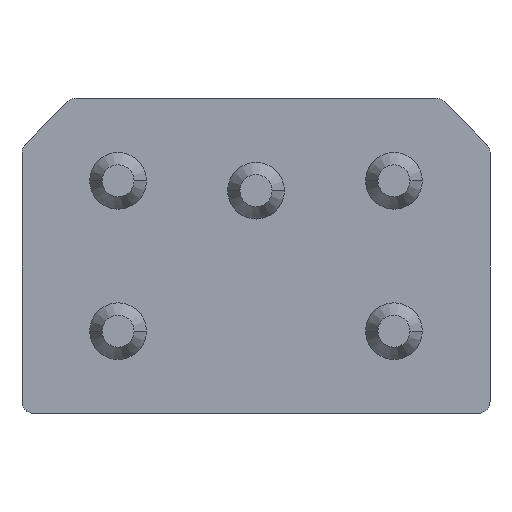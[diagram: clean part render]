
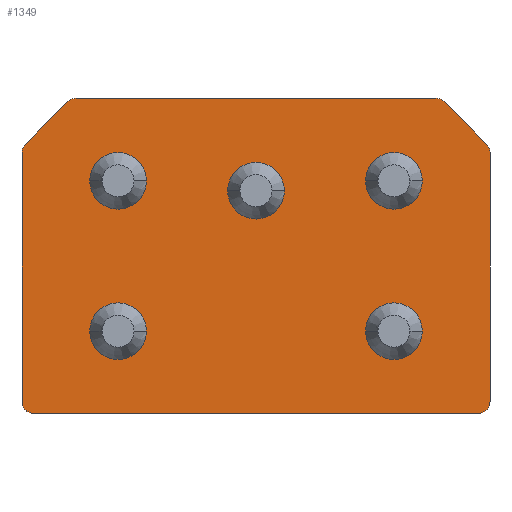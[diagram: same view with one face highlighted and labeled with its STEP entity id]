
A CAD part, front view. The second image highlights one B-rep face of the part: STEP entity #1349.
In plain terms, the highlighted planar face has unit normal (0, -1, 0).
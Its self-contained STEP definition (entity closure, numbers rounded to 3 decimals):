
#5=DIRECTION('',(1.,0.,0.));
#6=VECTOR('',#5,18.);
#7=CARTESIAN_POINT('',(-9.,-12.45,0.));
#8=LINE('',#7,#6);
#41=CARTESIAN_POINT('',(-5.6,-12.45,3.35));
#42=DIRECTION('',(0.,-1.,0.));
#43=DIRECTION('',(1.,0.,0.));
#44=AXIS2_PLACEMENT_3D('',#41,#42,#43);
#46=CARTESIAN_POINT('',(-5.6,-12.45,3.35));
#47=DIRECTION('',(0.,-1.,0.));
#48=DIRECTION('',(-1.,0.,0.));
#49=AXIS2_PLACEMENT_3D('',#46,#47,#48);
#51=CARTESIAN_POINT('',(5.6,-12.45,3.35));
#52=DIRECTION('',(0.,-1.,0.));
#53=DIRECTION('',(1.,0.,0.));
#54=AXIS2_PLACEMENT_3D('',#51,#52,#53);
#56=CARTESIAN_POINT('',(5.6,-12.45,3.35));
#57=DIRECTION('',(0.,-1.,0.));
#58=DIRECTION('',(-1.,0.,0.));
#59=AXIS2_PLACEMENT_3D('',#56,#57,#58);
#61=CARTESIAN_POINT('',(-5.6,-12.45,9.45));
#62=DIRECTION('',(0.,-1.,0.));
#63=DIRECTION('',(1.,0.,0.));
#64=AXIS2_PLACEMENT_3D('',#61,#62,#63);
#66=CARTESIAN_POINT('',(-5.6,-12.45,9.45));
#67=DIRECTION('',(0.,-1.,0.));
#68=DIRECTION('',(-1.,0.,0.));
#69=AXIS2_PLACEMENT_3D('',#66,#67,#68);
#71=CARTESIAN_POINT('',(5.6,-12.45,9.45));
#72=DIRECTION('',(0.,-1.,0.));
#73=DIRECTION('',(1.,0.,0.));
#74=AXIS2_PLACEMENT_3D('',#71,#72,#73);
#76=CARTESIAN_POINT('',(5.6,-12.45,9.45));
#77=DIRECTION('',(0.,-1.,0.));
#78=DIRECTION('',(-1.,0.,0.));
#79=AXIS2_PLACEMENT_3D('',#76,#77,#78);
#81=CARTESIAN_POINT('',(0.,-12.45,9.05));
#82=DIRECTION('',(0.,-1.,0.));
#83=DIRECTION('',(1.,0.,0.));
#84=AXIS2_PLACEMENT_3D('',#81,#82,#83);
#86=CARTESIAN_POINT('',(0.,-12.45,9.05));
#87=DIRECTION('',(0.,-1.,0.));
#88=DIRECTION('',(-1.,0.,0.));
#89=AXIS2_PLACEMENT_3D('',#86,#87,#88);
#91=CARTESIAN_POINT('',(-9.,-12.45,0.5));
#92=DIRECTION('',(0.,-1.,0.));
#93=DIRECTION('',(-1.,0.,0.));
#94=AXIS2_PLACEMENT_3D('',#91,#92,#93);
#96=DIRECTION('',(0.,0.,1.));
#97=VECTOR('',#96,10.093);
#98=CARTESIAN_POINT('',(-9.5,-12.45,0.5));
#99=LINE('',#98,#97);
#100=CARTESIAN_POINT('',(-9.,-12.45,10.593));
#101=DIRECTION('',(0.,-1.,0.));
#102=DIRECTION('',(-0.707,0.,0.707));
#103=AXIS2_PLACEMENT_3D('',#100,#101,#102);
#105=DIRECTION('',(-0.707,0.,-0.707));
#106=VECTOR('',#105,2.414);
#107=CARTESIAN_POINT('',(-7.646,-12.45,12.654));
#108=LINE('',#107,#106);
#109=CARTESIAN_POINT('',(-7.293,-12.45,12.3));
#110=DIRECTION('',(0.,-1.,0.));
#111=DIRECTION('',(0.,0.,1.));
#112=AXIS2_PLACEMENT_3D('',#109,#110,#111);
#114=CARTESIAN_POINT('',(7.293,-12.45,12.3));
#115=DIRECTION('',(0.,-1.,0.));
#116=DIRECTION('',(0.707,0.,0.707));
#117=AXIS2_PLACEMENT_3D('',#114,#115,#116);
#119=DIRECTION('',(-0.707,0.,0.707));
#120=VECTOR('',#119,2.414);
#121=CARTESIAN_POINT('',(9.354,-12.45,10.946));
#122=LINE('',#121,#120);
#123=CARTESIAN_POINT('',(9.,-12.45,10.593));
#124=DIRECTION('',(0.,-1.,0.));
#125=DIRECTION('',(1.,0.,0.));
#126=AXIS2_PLACEMENT_3D('',#123,#124,#125);
#128=CARTESIAN_POINT('',(9.,-12.45,0.5));
#129=DIRECTION('',(0.,-1.,0.));
#130=DIRECTION('',(0.,0.,-1.));
#131=AXIS2_PLACEMENT_3D('',#128,#129,#130);
#588=DIRECTION('',(1.,0.,0.));
#589=VECTOR('',#588,14.586);
#590=CARTESIAN_POINT('',(-7.293,-12.45,12.8));
#591=LINE('',#590,#589);
#991=DIRECTION('',(0.,0.,1.));
#992=VECTOR('',#991,10.093);
#993=CARTESIAN_POINT('',(9.5,-12.45,0.5));
#994=LINE('',#993,#992);
#1091=CARTESIAN_POINT('',(-4.45,-12.45,3.35));
#1092=CARTESIAN_POINT('',(-6.75,-12.45,3.35));
#1093=VERTEX_POINT('',#1091);
#1094=VERTEX_POINT('',#1092);
#1095=CARTESIAN_POINT('',(6.75,-12.45,3.35));
#1096=CARTESIAN_POINT('',(4.45,-12.45,3.35));
#1097=VERTEX_POINT('',#1095);
#1098=VERTEX_POINT('',#1096);
#1099=CARTESIAN_POINT('',(-4.45,-12.45,9.45));
#1100=CARTESIAN_POINT('',(-6.75,-12.45,9.45));
#1101=VERTEX_POINT('',#1099);
#1102=VERTEX_POINT('',#1100);
#1103=CARTESIAN_POINT('',(6.75,-12.45,9.45));
#1104=CARTESIAN_POINT('',(4.45,-12.45,9.45));
#1105=VERTEX_POINT('',#1103);
#1106=VERTEX_POINT('',#1104);
#1107=CARTESIAN_POINT('',(1.15,-12.45,9.05));
#1108=CARTESIAN_POINT('',(-1.15,-12.45,9.05));
#1109=VERTEX_POINT('',#1107);
#1110=VERTEX_POINT('',#1108);
#1175=CARTESIAN_POINT('',(-9.5,-12.45,0.5));
#1176=CARTESIAN_POINT('',(-9.,-12.45,0.));
#1177=VERTEX_POINT('',#1175);
#1178=VERTEX_POINT('',#1176);
#1193=CARTESIAN_POINT('',(-9.354,-12.45,10.946));
#1194=CARTESIAN_POINT('',(-9.5,-12.45,10.593));
#1195=VERTEX_POINT('',#1193);
#1196=VERTEX_POINT('',#1194);
#1201=CARTESIAN_POINT('',(-7.293,-12.45,12.8));
#1202=CARTESIAN_POINT('',(-7.646,-12.45,12.654));
#1203=VERTEX_POINT('',#1201);
#1204=VERTEX_POINT('',#1202);
#1205=CARTESIAN_POINT('',(9.,-12.45,0.));
#1206=CARTESIAN_POINT('',(9.5,-12.45,0.5));
#1207=VERTEX_POINT('',#1205);
#1208=VERTEX_POINT('',#1206);
#1213=CARTESIAN_POINT('',(9.5,-12.45,10.593));
#1214=CARTESIAN_POINT('',(9.354,-12.45,10.946));
#1215=VERTEX_POINT('',#1213);
#1216=VERTEX_POINT('',#1214);
#1229=CARTESIAN_POINT('',(7.646,-12.45,12.654));
#1230=CARTESIAN_POINT('',(7.293,-12.45,12.8));
#1231=VERTEX_POINT('',#1229);
#1232=VERTEX_POINT('',#1230);
#1290=CARTESIAN_POINT('',(-9.5,-12.45,0.));
#1291=DIRECTION('',(0.,-1.,0.));
#1292=DIRECTION('',(1.,0.,0.));
#1293=AXIS2_PLACEMENT_3D('',#1290,#1291,#1292);
#1294=PLANE('',#1293);
#1295=ORIENTED_EDGE('',*,*,#1280,.F.);
#1297=ORIENTED_EDGE('',*,*,#1296,.T.);
#1299=ORIENTED_EDGE('',*,*,#1298,.F.);
#1301=ORIENTED_EDGE('',*,*,#1300,.F.);
#1303=ORIENTED_EDGE('',*,*,#1302,.F.);
#1305=ORIENTED_EDGE('',*,*,#1304,.T.);
#1307=ORIENTED_EDGE('',*,*,#1306,.F.);
#1309=ORIENTED_EDGE('',*,*,#1308,.F.);
#1311=ORIENTED_EDGE('',*,*,#1310,.F.);
#1313=ORIENTED_EDGE('',*,*,#1312,.F.);
#1315=ORIENTED_EDGE('',*,*,#1314,.F.);
#1316=ORIENTED_EDGE('',*,*,#1250,.F.);
#1317=EDGE_LOOP('',(#1295,#1297,#1299,#1301,#1303,#1305,#1307,#1309,#1311,#1313,
#1315,#1316));
#1318=FACE_OUTER_BOUND('',#1317,.F.);
#1320=ORIENTED_EDGE('',*,*,#1319,.T.);
#1322=ORIENTED_EDGE('',*,*,#1321,.T.);
#1323=EDGE_LOOP('',(#1320,#1322));
#1324=FACE_BOUND('',#1323,.F.);
#1326=ORIENTED_EDGE('',*,*,#1325,.T.);
#1328=ORIENTED_EDGE('',*,*,#1327,.T.);
#1329=EDGE_LOOP('',(#1326,#1328));
#1330=FACE_BOUND('',#1329,.F.);
#1332=ORIENTED_EDGE('',*,*,#1331,.T.);
#1334=ORIENTED_EDGE('',*,*,#1333,.T.);
#1335=EDGE_LOOP('',(#1332,#1334));
#1336=FACE_BOUND('',#1335,.F.);
#1338=ORIENTED_EDGE('',*,*,#1337,.T.);
#1340=ORIENTED_EDGE('',*,*,#1339,.T.);
#1341=EDGE_LOOP('',(#1338,#1340));
#1342=FACE_BOUND('',#1341,.F.);
#1344=ORIENTED_EDGE('',*,*,#1343,.T.);
#1346=ORIENTED_EDGE('',*,*,#1345,.T.);
#1347=EDGE_LOOP('',(#1344,#1346));
#1348=FACE_BOUND('',#1347,.F.);
#45=CIRCLE('',#44,1.15);
#50=CIRCLE('',#49,1.15);
#55=CIRCLE('',#54,1.15);
#60=CIRCLE('',#59,1.15);
#65=CIRCLE('',#64,1.15);
#70=CIRCLE('',#69,1.15);
#75=CIRCLE('',#74,1.15);
#80=CIRCLE('',#79,1.15);
#85=CIRCLE('',#84,1.15);
#90=CIRCLE('',#89,1.15);
#95=CIRCLE('',#94,0.5);
#104=CIRCLE('',#103,0.5);
#113=CIRCLE('',#112,0.5);
#118=CIRCLE('',#117,0.5);
#127=CIRCLE('',#126,0.5);
#132=CIRCLE('',#131,0.5);
#1250=EDGE_CURVE('',#1178,#1207,#8,.T.);
#1280=EDGE_CURVE('',#1177,#1178,#95,.T.);
#1296=EDGE_CURVE('',#1177,#1196,#99,.T.);
#1298=EDGE_CURVE('',#1195,#1196,#104,.T.);
#1300=EDGE_CURVE('',#1204,#1195,#108,.T.);
#1302=EDGE_CURVE('',#1203,#1204,#113,.T.);
#1304=EDGE_CURVE('',#1203,#1232,#591,.T.);
#1306=EDGE_CURVE('',#1231,#1232,#118,.T.);
#1308=EDGE_CURVE('',#1216,#1231,#122,.T.);
#1310=EDGE_CURVE('',#1215,#1216,#127,.T.);
#1312=EDGE_CURVE('',#1208,#1215,#994,.T.);
#1314=EDGE_CURVE('',#1207,#1208,#132,.T.);
#1319=EDGE_CURVE('',#1097,#1098,#55,.T.);
#1321=EDGE_CURVE('',#1098,#1097,#60,.T.);
#1325=EDGE_CURVE('',#1101,#1102,#65,.T.);
#1327=EDGE_CURVE('',#1102,#1101,#70,.T.);
#1331=EDGE_CURVE('',#1105,#1106,#75,.T.);
#1333=EDGE_CURVE('',#1106,#1105,#80,.T.);
#1337=EDGE_CURVE('',#1109,#1110,#85,.T.);
#1339=EDGE_CURVE('',#1110,#1109,#90,.T.);
#1343=EDGE_CURVE('',#1093,#1094,#45,.T.);
#1345=EDGE_CURVE('',#1094,#1093,#50,.T.);
#1349=ADVANCED_FACE('',(#1318,#1324,#1330,#1336,#1342,#1348),#1294,.T.);
